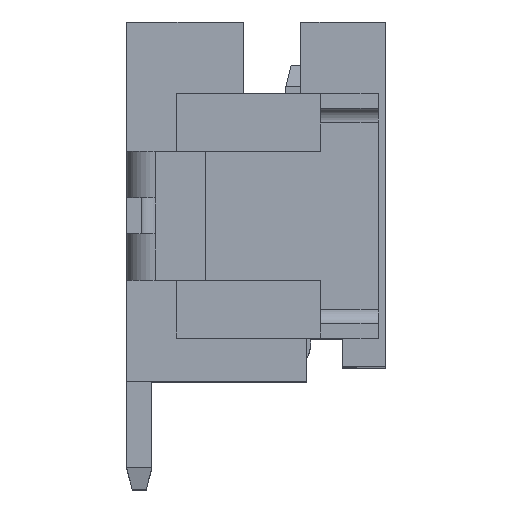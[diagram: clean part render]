
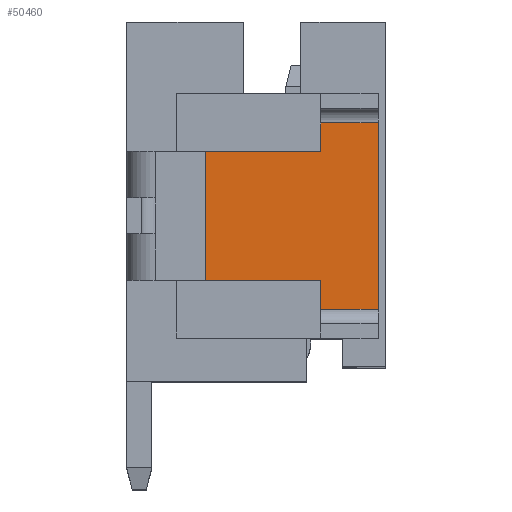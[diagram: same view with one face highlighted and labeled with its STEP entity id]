
A CAD part, top view. The second image highlights one B-rep face of the part: STEP entity #50460.
In plain terms, the highlighted planar face has unit normal (0, 0, 1).
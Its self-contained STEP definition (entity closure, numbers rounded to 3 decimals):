
#2580=CARTESIAN_POINT('',(0.283,1.27,14.15));
#2590=VERTEX_POINT('',#2580);
#2820=CARTESIAN_POINT('',(-0.417,1.27,14.15));
#2830=VERTEX_POINT('',#2820);
#2860=CARTESIAN_POINT('',(0.,1.27,14.15));
#2870=DIRECTION('',(1.,0.,0.));
#2880=VECTOR('',#2870,1.);
#2890=LINE('',#2860,#2880);
#2900=CARTESIAN_POINT('',(-0.751,1.27,14.15));
#2910=VERTEX_POINT('',#2900);
#2920=EDGE_CURVE('',#2910,#2830,#2890,.T.);
#3100=CARTESIAN_POINT('',(-0.917,1.27,14.15));
#3110=VERTEX_POINT('',#3100);
#3140=CARTESIAN_POINT('',(-1.167,1.27,14.15));
#3150=VERTEX_POINT('',#3140);
#3160=EDGE_CURVE('',#3150,#3110,#2890,.T.);
#4550=CARTESIAN_POINT('',(-2.017,-0.83,14.15));
#4560=VERTEX_POINT('',#4550);
#4590=CARTESIAN_POINT('',(-0.387,-0.83,14.15));
#4600=DIRECTION('',(-1.,0.,0.));
#4610=VECTOR('',#4600,1.);
#4620=LINE('',#4590,#4610);
#4630=CARTESIAN_POINT('',(-1.417,-0.83,14.15));
#4640=VERTEX_POINT('',#4630);
#4650=EDGE_CURVE('',#4640,#4560,#4620,.T.);
#11610=CARTESIAN_POINT('',(0.283,1.37,14.15));
#11620=VERTEX_POINT('',#11610);
#11650=CARTESIAN_POINT('',(0.283,0.,14.15));
#11660=DIRECTION('',(0.,1.,0.));
#11670=VECTOR('',#11660,1.);
#11680=LINE('',#11650,#11670);
#11690=EDGE_CURVE('',#2590,#11620,#11680,.T.);
#13880=CARTESIAN_POINT('',(-0.417,1.22,14.15));
#13890=VERTEX_POINT('',#13880);
#13920=CARTESIAN_POINT('',(-0.417,-0.448,14.15))
;
#13930=DIRECTION('',(0.,-1.,0.));
#13940=VECTOR('',#13930,1.);
#13950=LINE('',#13920,#13940);
#13960=EDGE_CURVE('',#2830,#13890,#13950,.T.);
#16930=CARTESIAN_POINT('',(0.283,-1.13,14.15));
#16940=VERTEX_POINT('',#16930);
#16970=CARTESIAN_POINT('',(0.283,0.,14.15));
#16980=DIRECTION('',(0.,1.,0.));
#16990=VECTOR('',#16980,1.);
#17000=LINE('',#16970,#16990);
#17010=CARTESIAN_POINT('',(0.283,-1.23,14.15));
#17020=VERTEX_POINT('',#17010);
#17030=EDGE_CURVE('',#17020,#16940,#17000,.T.);
#17510=CARTESIAN_POINT('',(-1.167,-1.13,14.15));
#17520=VERTEX_POINT('',#17510);
#17550=CARTESIAN_POINT('',(0.,-1.13,14.15));
#17560=DIRECTION('',(-1.,0.,0.));
#17570=VECTOR('',#17560,1.);
#17580=LINE('',#17550,#17570);
#17590=CARTESIAN_POINT('',(-0.917,-1.13,14.15));
#17600=VERTEX_POINT('',#17590);
#17610=EDGE_CURVE('',#17600,#17520,#17580,.T.);
#17790=CARTESIAN_POINT('',(-0.751,-1.13,14.15));
#17800=VERTEX_POINT('',#17790);
#17830=CARTESIAN_POINT('',(-0.417,-1.13,14.15));
#17840=VERTEX_POINT('',#17830);
#17850=EDGE_CURVE('',#17840,#17800,#17580,.T.);
#24260=CARTESIAN_POINT('',(-1.417,0.97,14.15));
#24270=VERTEX_POINT('',#24260);
#24300=CARTESIAN_POINT('',(-0.387,0.97,14.15));
#24310=DIRECTION('',(1.,0.,0.));
#24320=VECTOR('',#24310,1.);
#24330=LINE('',#24300,#24320);
#24340=CARTESIAN_POINT('',(-2.017,0.97,14.15));
#24350=VERTEX_POINT('',#24340);
#24360=EDGE_CURVE('',#24350,#24270,#24330,.T.);
#28730=CARTESIAN_POINT('',(-0.387,1.426,14.15));
#28740=DIRECTION('',(0.981,0.196,
0.));
#28750=VECTOR('',#28740,1.);
#28760=LINE('',#28730,#28750);
#28770=CARTESIAN_POINT('',(-1.256,1.252,14.15));
#28780=VERTEX_POINT('',#28770);
#28790=EDGE_CURVE('',#28780,#3150,#28760,.T.);
#29000=CARTESIAN_POINT('',(-1.417,1.07,14.15));
#29010=VERTEX_POINT('',#29000);
#29040=CARTESIAN_POINT('',(-1.417,-0.448,14.15));
#29050=DIRECTION('',(0.,1.,0.));
#29060=VECTOR('',#29050,1.);
#29070=LINE('',#29040,#29060);
#29080=EDGE_CURVE('',#24270,#29010,#29070,.T.);
#29530=CARTESIAN_POINT('',(-0.417,-1.08,14.15));
#29540=VERTEX_POINT('',#29530);
#29570=CARTESIAN_POINT('',(-0.387,-1.08,14.15));
#29580=DIRECTION('',(-1.,0.,0.));
#29590=VECTOR('',#29580,1.);
#29600=LINE('',#29570,#29590);
#29610=CARTESIAN_POINT('',(0.283,-1.08,14.15));
#29620=VERTEX_POINT('',#29610);
#29630=EDGE_CURVE('',#29620,#29540,#29600,.T.);
#32260=CARTESIAN_POINT('',(-1.256,-1.113,14.15));
#32270=VERTEX_POINT('',#32260);
#32300=CARTESIAN_POINT('',(-0.387,-1.287,14.15));
#32310=DIRECTION('',(-0.981,0.196,
0.));
#32320=VECTOR('',#32310,1.);
#32330=LINE('',#32300,#32320);
#32340=EDGE_CURVE('',#17520,#32270,#32330,.T.);
#36110=CARTESIAN_POINT('',(-0.917,1.22,14.15));
#36120=VERTEX_POINT('',#36110);
#36150=CARTESIAN_POINT('',(-0.917,-0.448,14.15))
;
#36160=DIRECTION('',(0.,-1.,0.));
#36170=VECTOR('',#36160,1.);
#36180=LINE('',#36150,#36170);
#36190=EDGE_CURVE('',#3110,#36120,#36180,.T.);
#43350=CARTESIAN_POINT('',(-0.917,-0.448,14.15))
;
#43360=DIRECTION('',(0.,-1.,0.));
#43370=VECTOR('',#43360,1.);
#43380=LINE('',#43350,#43370);
#43390=CARTESIAN_POINT('',(-0.917,-1.08,14.15));
#43400=VERTEX_POINT('',#43390);
#43410=EDGE_CURVE('',#43400,#17600,#43380,.T.);
#43870=CARTESIAN_POINT('',(-0.387,-1.24,14.15));
#43880=DIRECTION('',(-0.958,0.287,
0.));
#43890=VECTOR('',#43880,1.);
#43900=LINE('',#43870,#43890);
#43910=EDGE_CURVE('',#17800,#43400,#43900,.T.);
#44030=CARTESIAN_POINT('',(-0.417,-0.448,14.15))
;
#44040=DIRECTION('',(0.,-1.,0.));
#44050=VECTOR('',#44040,1.);
#44060=LINE('',#44030,#44050);
#44070=EDGE_CURVE('',#29540,#17840,#44060,.T.);
#44280=CARTESIAN_POINT('',(-1.417,-0.931,14.15));
#44290=VERTEX_POINT('',#44280);
#44320=CARTESIAN_POINT('',(-1.217,-0.917,14.15));
#44330=DIRECTION('',(0.,0.,-1.));
#44340=DIRECTION('',(0.,1.,0.));
#44350=AXIS2_PLACEMENT_3D('',#44320,#44330,#44340);
#44360=CIRCLE('',#44350,0.2);
#44370=EDGE_CURVE('',#32270,#44290,#44360,.T.);
#46490=CARTESIAN_POINT('',(-1.417,-0.448,14.15));
#46500=DIRECTION('',(0.,1.,0.));
#46510=VECTOR('',#46500,1.);
#46520=LINE('',#46490,#46510);
#46530=EDGE_CURVE('',#44290,#4640,#46520,.T.);
#46790=CARTESIAN_POINT('',(1.083,-1.23,14.15));
#46800=VERTEX_POINT('',#46790);
#46830=CARTESIAN_POINT('',(1.083,-0.448,14.15));
#46840=DIRECTION('',(0.,-1.,0.));
#46850=VECTOR('',#46840,1.);
#46860=LINE('',#46830,#46850);
#46870=CARTESIAN_POINT('',(1.083,1.37,14.15));
#46880=VERTEX_POINT('',#46870);
#46890=EDGE_CURVE('',#46880,#46800,#46860,.T.);
#47240=CARTESIAN_POINT('',(-0.387,-1.23,14.15));
#47250=DIRECTION('',(1.,0.,0.));
#47260=VECTOR('',#47250,1.);
#47270=LINE('',#47240,#47260);
#47280=EDGE_CURVE('',#17020,#46800,#47270,.T.);
#47760=CARTESIAN_POINT('',(0.283,1.22,14.15));
#47770=VERTEX_POINT('',#47760);
#47800=CARTESIAN_POINT('',(-0.387,1.22,14.15));
#47810=DIRECTION('',(1.,0.,0.));
#47820=VECTOR('',#47810,1.);
#47830=LINE('',#47800,#47820);
#47840=EDGE_CURVE('',#13890,#47770,#47830,.T.);
#47970=CARTESIAN_POINT('',(-0.387,1.379,14.15));
#47980=DIRECTION('',(0.958,0.287,
0.));
#47990=VECTOR('',#47980,1.);
#48000=LINE('',#47970,#47990);
#48010=EDGE_CURVE('',#36120,#2910,#48000,.T.);
#48270=CARTESIAN_POINT('',(-1.217,1.056,14.15));
#48280=DIRECTION('',(0.,0.,1.));
#48290=DIRECTION('',(0.,-1.,0.));
#48300=AXIS2_PLACEMENT_3D('',#48270,#48280,#48290);
#48310=CIRCLE('',#48300,0.2);
#48320=EDGE_CURVE('',#28780,#29010,#48310,.T.);
#49680=CARTESIAN_POINT('',(-0.387,1.37,14.15));
#49690=DIRECTION('',(-1.,0.,0.));
#49700=VECTOR('',#49690,1.);
#49710=LINE('',#49680,#49700);
#49720=EDGE_CURVE('',#46880,#11620,#49710,.T.);
#49960=CARTESIAN_POINT('',(1.083,1.77,14.15));
#49970=DIRECTION('',(0.,0.,-1.));
#49980=DIRECTION('',(1.,0.,0.));
#49990=AXIS2_PLACEMENT_3D('',#49960,#49970,#49980);
#50000=PLANE('',#49990);
#50010=ORIENTED_EDGE('',*,*,#29080,.F.);
#50020=ORIENTED_EDGE('',*,*,#48320,.T.);
#50030=ORIENTED_EDGE('',*,*,#28790,.F.);
#50040=ORIENTED_EDGE('',*,*,#3160,.F.);
#50050=ORIENTED_EDGE('',*,*,#36190,.F.);
#50060=ORIENTED_EDGE('',*,*,#48010,.F.);
#50070=ORIENTED_EDGE('',*,*,#2920,.F.);
#50080=ORIENTED_EDGE('',*,*,#13960,.F.);
#50090=ORIENTED_EDGE('',*,*,#47840,.F.);
#50100=CARTESIAN_POINT('',(0.283,-0.448,14.15));
#50110=DIRECTION('',(0.,-1.,0.));
#50120=VECTOR('',#50110,1.);
#50130=LINE('',#50100,#50120);
#50140=EDGE_CURVE('',#2590,#47770,#50130,.T.);
#50150=ORIENTED_EDGE('',*,*,#50140,.T.);
#50160=ORIENTED_EDGE('',*,*,#11690,.F.);
#50170=ORIENTED_EDGE('',*,*,#49720,.T.);
#50180=ORIENTED_EDGE('',*,*,#46890,.F.);
#50190=ORIENTED_EDGE('',*,*,#47280,.T.);
#50200=ORIENTED_EDGE('',*,*,#17030,.F.);
#50210=CARTESIAN_POINT('',(0.283,-0.448,14.15));
#50220=DIRECTION('',(0.,-1.,0.));
#50230=VECTOR('',#50220,1.);
#50240=LINE('',#50210,#50230);
#50250=EDGE_CURVE('',#29620,#16940,#50240,.T.);
#50260=ORIENTED_EDGE('',*,*,#50250,.T.);
#50270=ORIENTED_EDGE('',*,*,#29630,.F.);
#50280=ORIENTED_EDGE('',*,*,#44070,.F.);
#50290=ORIENTED_EDGE('',*,*,#17850,.F.);
#50300=ORIENTED_EDGE('',*,*,#43910,.F.);
#50310=ORIENTED_EDGE('',*,*,#43410,.F.);
#50320=ORIENTED_EDGE('',*,*,#17610,.F.);
#50330=ORIENTED_EDGE('',*,*,#32340,.F.);
#50340=ORIENTED_EDGE('',*,*,#44370,.F.);
#50350=ORIENTED_EDGE('',*,*,#46530,.F.);
#50360=ORIENTED_EDGE('',*,*,#4650,.F.);
#50370=CARTESIAN_POINT('',(-2.017,1.77,14.15));
#50380=DIRECTION('',(0.,-1.,0.));
#50390=VECTOR('',#50380,1.);
#50400=LINE('',#50370,#50390);
#50410=EDGE_CURVE('',#24350,#4560,#50400,.T.);
#50420=ORIENTED_EDGE('',*,*,#50410,.T.);
#50430=ORIENTED_EDGE('',*,*,#24360,.F.);
#50440=EDGE_LOOP('',(#50430,#50420,#50360,#50350,#50340,#50330,#50320,
#50310,#50300,#50290,#50280,#50270,#50260,#50200,#50190,#50180,#50170,
#50160,#50150,#50090,#50080,#50070,#50060,#50050,#50040,#50030,#50020,
#50010));
#50450=FACE_OUTER_BOUND('',#50440,.T.);
#50460=ADVANCED_FACE('',(#50450),#50000,.F.);
